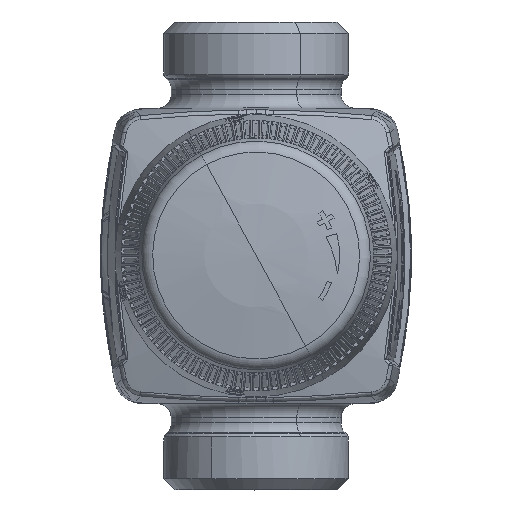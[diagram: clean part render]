
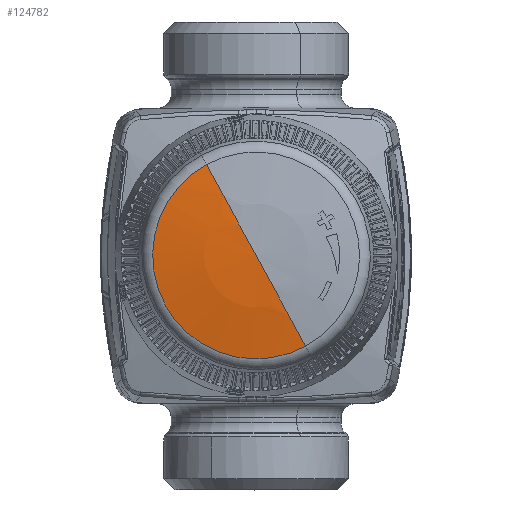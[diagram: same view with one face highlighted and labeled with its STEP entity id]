
A CAD part, top view. The second image highlights one B-rep face of the part: STEP entity #124782.
In plain terms, the highlighted spherical face has radius 100 mm.
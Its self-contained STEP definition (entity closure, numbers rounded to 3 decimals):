
#118594=CARTESIAN_POINT('Axis2P3D Location',(0.,0.,-46.)) ;
#118599=CARTESIAN_POINT('Axis2P3D Location',(0.,0.,-46.)) ;
#118603=CARTESIAN_POINT('Vertex',(0.,0.,54.)) ;
#118605=CARTESIAN_POINT('Vertex',(-8.909,16.308,52.258)) ;
#118608=CARTESIAN_POINT('Axis2P3D Location',(0.,0.,-46.)) ;
#118612=CARTESIAN_POINT('Vertex',(8.909,-16.308,52.258)) ;
#124772=CARTESIAN_POINT('Axis2P3D Location',(0.,0.,52.258)) ;
#118595=DIRECTION('Axis2P3D Direction',(0.,0.,1.)) ;
#118596=DIRECTION('Axis2P3D XDirection',(-0.479,0.878,0.)) ;
#118600=DIRECTION('Axis2P3D Direction',(0.878,0.479,0.)) ;
#118609=DIRECTION('Axis2P3D Direction',(-0.878,-0.479,0.)) ;
#124773=DIRECTION('Axis2P3D Direction',(0.,0.,1.)) ;
#118597=AXIS2_PLACEMENT_3D('Sphere Axis2P3D',#118594,#118595,#118596) ;
#118601=AXIS2_PLACEMENT_3D('Circle Axis2P3D',#118599,#118600,$) ;
#118610=AXIS2_PLACEMENT_3D('Circle Axis2P3D',#118608,#118609,$) ;
#124774=AXIS2_PLACEMENT_3D('Circle Axis2P3D',#124772,#124773,$) ;
#124778=ORIENTED_EDGE('',*,*,#118614,.F.) ;
#124779=ORIENTED_EDGE('',*,*,#118607,.T.) ;
#124780=ORIENTED_EDGE('',*,*,#124776,.T.) ;
#124782=ADVANCED_FACE('',(#124781),#118598,.T.) ;
#118602=CIRCLE('generated circle',#118601,100.) ;
#118611=CIRCLE('generated circle',#118610,100.) ;
#124775=CIRCLE('generated circle',#124774,18.582) ;
#118607=EDGE_CURVE('',#118604,#118606,#118602,.F.) ;
#118614=EDGE_CURVE('',#118604,#118613,#118611,.F.) ;
#124776=EDGE_CURVE('',#118606,#118613,#124775,.T.) ;
#124777=EDGE_LOOP('',(#124778,#124779,#124780)) ;
#124781=FACE_OUTER_BOUND('',#124777,.T.) ;
#118598=SPHERICAL_SURFACE('',#118597,100.) ;
#118604=VERTEX_POINT('',#118603) ;
#118606=VERTEX_POINT('',#118605) ;
#118613=VERTEX_POINT('',#118612) ;
